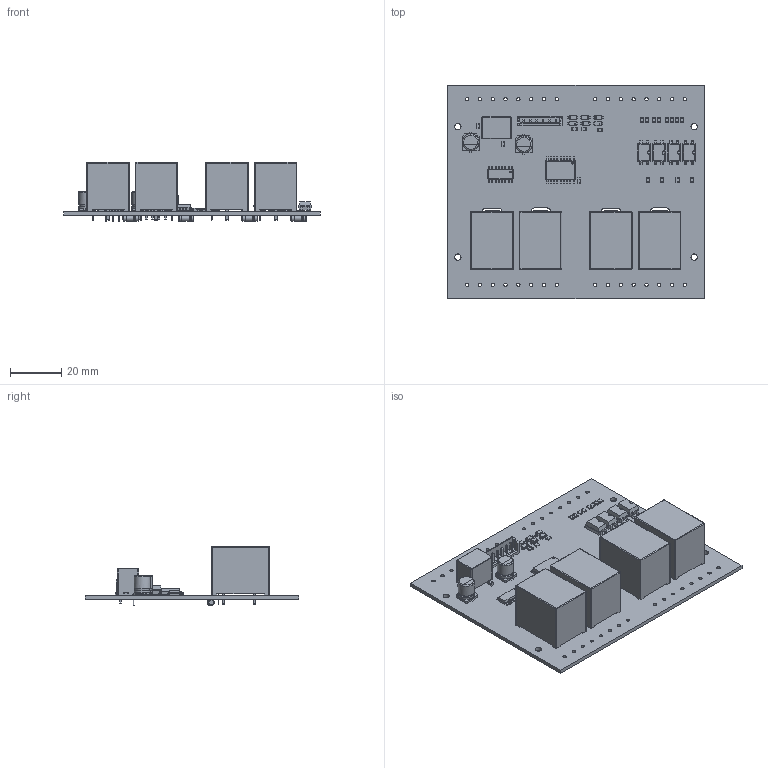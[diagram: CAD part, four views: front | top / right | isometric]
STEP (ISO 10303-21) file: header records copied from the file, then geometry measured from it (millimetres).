
FILE_DESCRIPTION(('KiCad electronic assembly'),'2;1');
FILE_NAME('esp32_blinds_controller_bot.step','2025-10-14T20:42:49',( 'Pcbnew'),('Kicad'),'Open CASCADE STEP processor 7.9', 'KiCad to STEP converter','Unknown');
FILE_SCHEMA(('AUTOMOTIVE_DESIGN { 1 0 10303 214 1 1 1 1 }'));
Length unit declared in the file: millimetre
Products named in the file (14): esp32_blinds_controller_bot 1; JST_EH_B6B-EH-A_1x06_P2.50mm_Vertical; SMDIP-4_W9.53mm; CP_Elec_6.3x7.7; R_0805_2012Metric; Relay_SPDT_Omron-G5LE-1; D_SOD-123; SOIC-16_3.9x9.9mm_P1.27mm; SOIC-18W_7.5x11.6mm_P1.27mm; TerminalBlock_Phoenix_MKDS-1,5-8_1x08_P5.00mm_Horizontal; C_0805_2012Metric; Converter_DCDC_RECOM_R-78E-0.5_THT; D_MELF; esp32_blinds_controller_PCB
Assembly tree (47 placements, depth 2):
  esp32_blinds_controller_bot 1
    JST_EH_B6B-EH-A_1x06_P2.50mm_Vertical
    SMDIP-4_W9.53mm  x4
    CP_Elec_6.3x7.7  x2
    R_0805_2012Metric  x15
    Relay_SPDT_Omron-G5LE-1  x4
    D_SOD-123  x6
    SOIC-16_3.9x9.9mm_P1.27mm
    SOIC-18W_7.5x11.6mm_P1.27mm
    TerminalBlock_Phoenix_MKDS-1,5-8_1x08_P5.00mm_Horizontal  x4
    C_0805_2012Metric  x3
    Converter_DCDC_RECOM_R-78E-0.5_THT
    D_MELF  x4
    esp32_blinds_controller_PCB
Bounding box: 100 x 83.25 x 23.1 mm (x, y, z)
Volume: 42318 mm3; surface area: 29714.4 mm2
Topology: 43 solids, 43 shells, 2478 faces, 6316 edges, 3975 vertices
Faces by surface type: plane 1565, cylinder 660, bspline 212, sphere 16, torus 15, revolution 10
Full cylindrical faces by diameter (mm): 0.5 x3, 0.95 x6, 1 x3, 1.3 x52, 2.1 x8, 2.12 x4, 2.2 x8, 2.5 x4, 6.3 x4
Entity records: 46531 total; most frequent: CARTESIAN_POINT 6882, ORIENTED_EDGE 6304, DIRECTION 6078, EDGE_CURVE 3152, LINE 2399, VECTOR 2399, VERTEX_POINT 2000, AXIS2_PLACEMENT_3D 1838
